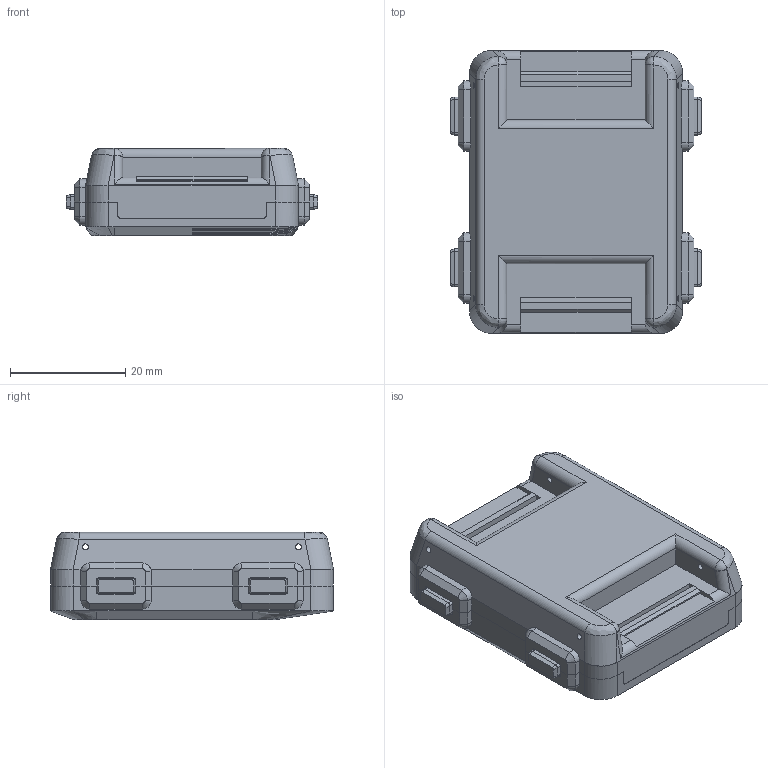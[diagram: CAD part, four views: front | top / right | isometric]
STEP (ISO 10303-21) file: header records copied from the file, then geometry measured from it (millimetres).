
FILE_DESCRIPTION(/* description */ (''),/* implementation_level */ '2;1');
FILE_NAME(/* name */ 'Yatari_2_Model.step',/* time_stamp */ '2024-10-01T00:13:25-04:00',/* author */ (''),/* organization */ (''),/* preprocessor_version */ 'ST-DEVELOPER v20',/* originating_system */ 'Autodesk Translation Framework v13.14.0.145',/* authorisation */ '');
FILE_SCHEMA (('AUTOMOTIVE_DESIGN { 1 0 10303 214 3 1 1 }'));
Length unit declared in the file: millimetre
Products named in the file (5): (Unsaved); NEWCASE_AUG2021_01_ASM; BUTTON; POLE02__1_; POLE02__2_
Assembly tree (7 placements, depth 3):
  (Unsaved)
    NEWCASE_AUG2021_01_ASM
      BUTTON  x4
      POLE02__1_
      POLE02__2_
Bounding box: 43.7 x 49.16 x 15.15 mm (x, y, z)
Volume: 8043.3 mm3; surface area: 12104.3 mm2
Topology: 6 solids, 6 shells, 657 faces, 1831 edges, 1189 vertices
Faces by surface type: plane 400, cylinder 172, bspline 57, cone 24, sphere 4
Full cylindrical faces by diameter (mm): 1 x8
Entity records: 20911 total; most frequent: CARTESIAN_POINT 6120, ORIENTED_EDGE 3230, DIRECTION 2830, EDGE_CURVE 1615, LINE 1122, VECTOR 1122, VERTEX_POINT 1045, AXIS2_PLACEMENT_3D 854
